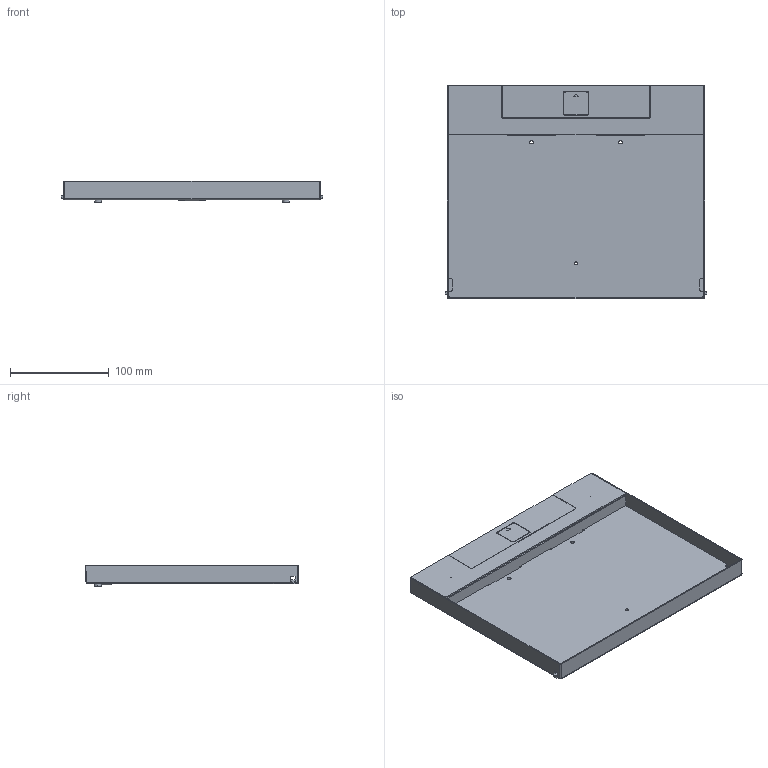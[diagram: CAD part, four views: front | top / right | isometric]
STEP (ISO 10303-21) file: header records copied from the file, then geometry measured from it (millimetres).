
FILE_DESCRIPTION(('CATIA V5 STEP Exchange','CAx-IF Rec.Pracs.--- Model Styling and Organization---1.4--- 2014-01-23'),'2;1');
FILE_NAME('088104.stp','2019-02-26T08:04:42+00:00',('none'),('none'),'CATIA Version 5-6 Release 2017 SP3','CATIA V5 STEP AP214','none');
FILE_SCHEMA(('AUTOMOTIVE_DESIGN { 1 0 10303 214 1 1 1 1 }'));
Length unit declared in the file: millimetre
Products named in the file (20): A011422_A; D008019; D008020; D008011; D008012; VIS M4x6 TR CRUCI.1; A011000; D007754; D007757; VIS M4x6 TR CRUCI; ASS handle &RA-&RB; D010087; D007900; D007898; D010110; Goujon à souder M4x6; CE00256; D010086; Etiquette 45x30; D009487
Assembly tree (30 placements, depth 4):
  A011422_A
    D008019
    D008020
    D008011
    D008012
    VIS M4x6 TR CRUCI.1  x2
    A011000
      D007754
      D007757  x2
      VIS M4x6 TR CRUCI  x2
      ASS handle &RA-&RB
        D010087
        D007900
        D007898
        D010110
      Goujon à souder M4x6  x2
      CE00256  x2
      D010086
    Goujon à souder M4x6  x3
    CE00256  x3
    Etiquette 45x30
    D009487
Bounding box: 264 x 215.8 x 22 mm (x, y, z)
Volume: 234814.2 mm3; surface area: 234015.6 mm2
Topology: 28 solids, 28 shells, 2485 faces, 6384 edges, 3686 vertices
Faces by surface type: cylinder 748, plane 690, bspline 675, sphere 314, torus 30, cone 28
Entity records: 37242 total; most frequent: CARTESIAN_POINT 14596, ORIENTED_EDGE 5184, DIRECTION 3512, EDGE_CURVE 2592, VERTEX_POINT 1642, AXIS2_PLACEMENT_3D 1608, VECTOR 1181, LINE 1181
